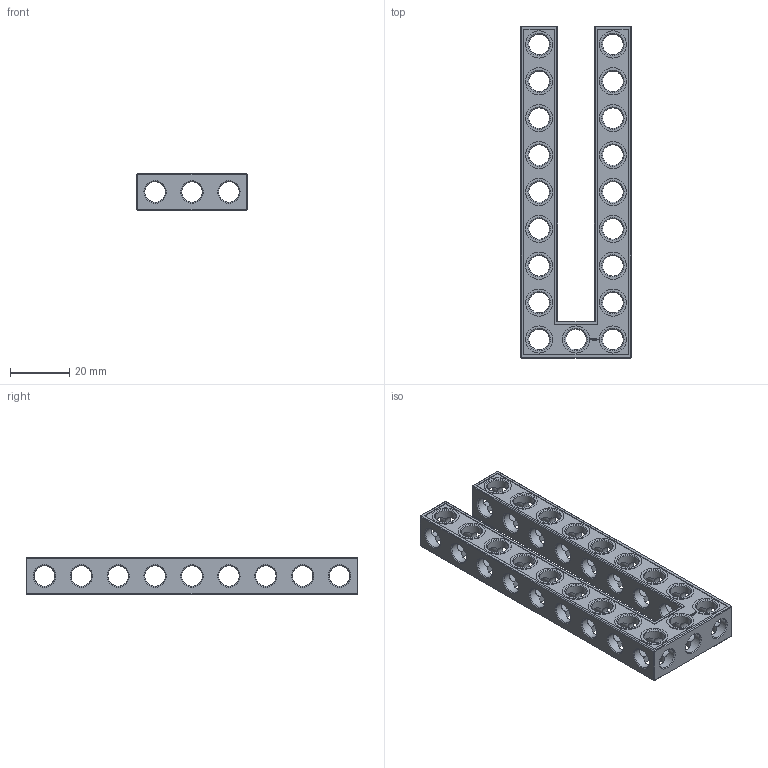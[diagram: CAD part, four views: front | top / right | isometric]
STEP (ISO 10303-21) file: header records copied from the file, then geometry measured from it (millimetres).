
FILE_DESCRIPTION(('FreeCAD Model'),'2;1');
FILE_NAME('Open CASCADE Shape Model','2022-02-22T23:05:47',( 'Paulo Kiefe'),('STEMFIE.org'),'Open CASCADE STEP processor 7.4', 'FreeCAD','Unknown');
FILE_SCHEMA(('AUTOMOTIVE_DESIGN { 1 0 10303 214 1 1 1 1 }'));
Products named in the file (1): Beam_AGD_ESS_USH_SYM_BU03x09x01_-_SPN-BEM-0308_(stemfie.org)
Bounding box: 37.5 x 112.5 x 12.5 mm (x, y, z)
Volume: 18570.4 mm3; surface area: 16683.2 mm2
Topology: 1 solids, 1 shells, 774 faces, 2257 edges, 1463 vertices
Faces by surface type: plane 387, extrusion 194, cylinder 115, cone 78
Full cylindrical faces by diameter (mm): 6.98 x20, 7 x76, 9.2 x19
Entity records: 134448 total; most frequent: CARTESIAN_POINT 92324, DIRECTION 6611, VECTOR 4690, ORIENTED_EDGE 4514, PCURVE 4514, DEFINITIONAL_REPRESENTATION 4514, LINE 4496, EDGE_CURVE 2257
